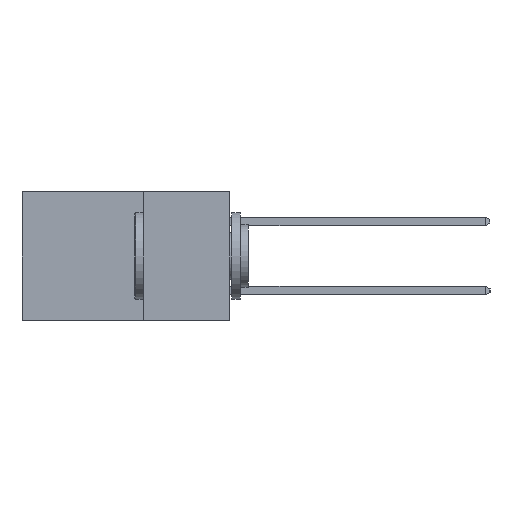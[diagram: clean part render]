
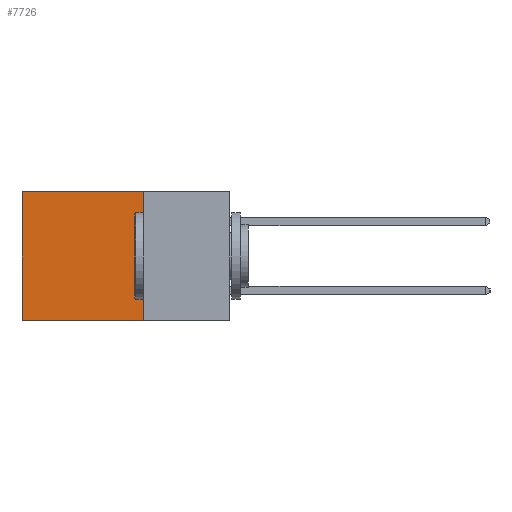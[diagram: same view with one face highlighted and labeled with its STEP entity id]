
A CAD part, left-side view. The second image highlights one B-rep face of the part: STEP entity #7726.
In plain terms, the highlighted planar face has unit normal (-1, 0, 0).
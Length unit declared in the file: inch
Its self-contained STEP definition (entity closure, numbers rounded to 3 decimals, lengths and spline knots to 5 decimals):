
#187 = LINE ( 'NONE', #6956, #16076 ) ;
#373 = CARTESIAN_POINT ( 'NONE',  ( 0.2615, 0.25, 0. ) ) ;
#696 = DIRECTION ( 'NONE',  ( 0., 1., 0. ) ) ;
#916 = VECTOR ( 'NONE', #1892, 39.37008 ) ;
#932 = DIRECTION ( 'NONE',  ( 1., 0., 0. ) ) ;
#1476 = CARTESIAN_POINT ( 'NONE',  ( 0.2615, 0.6, 0. ) ) ;
#1892 = DIRECTION ( 'NONE',  ( 0., 0., -1. ) ) ;
#2370 = VERTEX_POINT ( 'NONE', #15068 ) ;
#3506 = EDGE_LOOP ( 'NONE', ( #10706, #7406, #8801, #16161 ) ) ;
#4179 = VECTOR ( 'NONE', #6412, 39.37008 ) ;
#4659 = VECTOR ( 'NONE', #696, 39.37008 ) ;
#6412 = DIRECTION ( 'NONE',  ( 0., 0., -1. ) ) ;
#6424 = VERTEX_POINT ( 'NONE', #15784 ) ;
#6956 = CARTESIAN_POINT ( 'NONE',  ( 0.2615, 0.25, 0. ) ) ;
#7406 = ORIENTED_EDGE ( 'NONE', *, *, #22424, .F. ) ;
#7726 = ADVANCED_FACE ( 'NONE', ( #21286 ), #13397, .F. ) ;
#8801 = ORIENTED_EDGE ( 'NONE', *, *, #25476, .F. ) ;
#10600 = VERTEX_POINT ( 'NONE', #1476 ) ;
#10706 = ORIENTED_EDGE ( 'NONE', *, *, #24868, .T. ) ;
#10983 = VERTEX_POINT ( 'NONE', #373 ) ;
#11023 = DIRECTION ( 'NONE',  ( 0., 1., 0. ) ) ;
#11736 = AXIS2_PLACEMENT_3D ( 'NONE', #21470, #932, #15467 ) ;
#12711 = LINE ( 'NONE', #21238, #4659 ) ;
#13397 = PLANE ( 'NONE',  #11736 ) ;
#15068 = CARTESIAN_POINT ( 'NONE',  ( 0.2615, 0.6, -0.37 ) ) ;
#15467 = DIRECTION ( 'NONE',  ( 0., 0., -1. ) ) ;
#15784 = CARTESIAN_POINT ( 'NONE',  ( 0.2615, 0.25, -0.37 ) ) ;
#16076 = VECTOR ( 'NONE', #11023, 39.37008 ) ;
#16161 = ORIENTED_EDGE ( 'NONE', *, *, #25060, .T. ) ;
#16377 = CARTESIAN_POINT ( 'NONE',  ( 0.2615, 0.25, -0.37 ) ) ;
#16676 = CARTESIAN_POINT ( 'NONE',  ( 0.2615, 0.6, -0.37 ) ) ;
#21238 = CARTESIAN_POINT ( 'NONE',  ( 0.2615, 0.25, -0.37 ) ) ;
#21286 = FACE_OUTER_BOUND ( 'NONE', #3506, .T. ) ;
#21470 = CARTESIAN_POINT ( 'NONE',  ( 0.2615, 0.25, -0.37 ) ) ;
#22424 = EDGE_CURVE ( 'NONE', #6424, #2370, #12711, .T. ) ;
#22806 = LINE ( 'NONE', #16377, #916 ) ;
#24868 = EDGE_CURVE ( 'NONE', #10600, #2370, #26457, .T. ) ;
#25060 = EDGE_CURVE ( 'NONE', #10983, #10600, #187, .T. ) ;
#25476 = EDGE_CURVE ( 'NONE', #10983, #6424, #22806, .T. ) ;
#26457 = LINE ( 'NONE', #16676, #4179 ) ;
